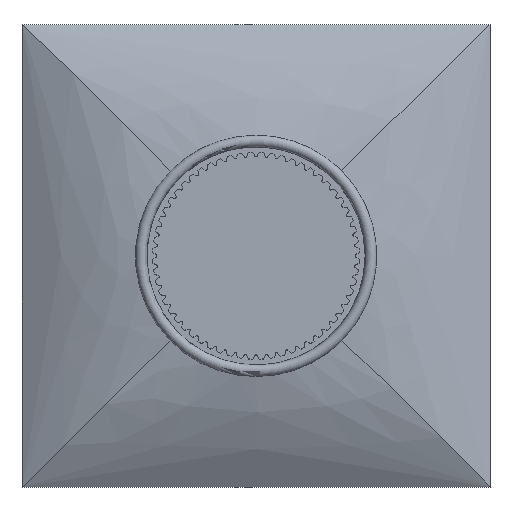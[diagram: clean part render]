
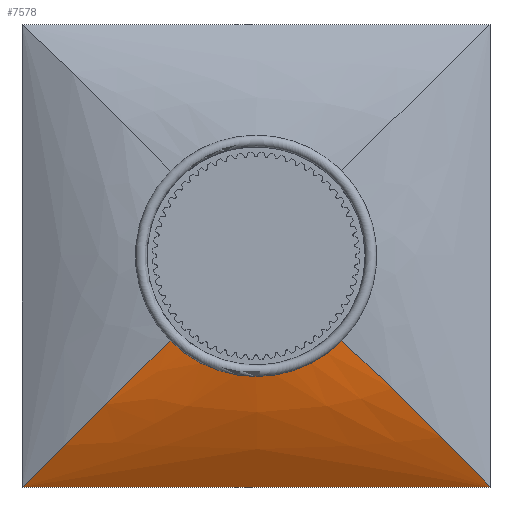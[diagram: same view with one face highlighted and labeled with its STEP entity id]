
A CAD part, top view. The second image highlights one B-rep face of the part: STEP entity #7578.
In plain terms, the highlighted free-form (B-spline) face has degree [3, 3] with [9, 4] control points.
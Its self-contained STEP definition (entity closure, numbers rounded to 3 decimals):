
#487 = CARTESIAN_POINT ( 'NONE',  ( 24.639, -32.35, 9.608 ) ) ;
#529 = CARTESIAN_POINT ( 'NONE',  ( -16.979, -40.25, 5. ) ) ;
#1031 = EDGE_CURVE ( 'NONE', #5181, #2801, #10931, .T. ) ;
#1428 = CARTESIAN_POINT ( 'NONE',  ( 6.925, -20.167, 14. ) ) ;
#1461 = CARTESIAN_POINT ( 'NONE',  ( -17.824, -24.851, 12.635 ) ) ;
#1563 = CARTESIAN_POINT ( 'NONE',  ( -14.941, -14.757, 14. ) ) ;
#1814 = CIRCLE ( 'NONE', #11012, 21. ) ;
#1874 = FACE_OUTER_BOUND ( 'NONE', #7840, .T. ) ;
#1902 = ORIENTED_EDGE ( 'NONE', *, *, #12207, .F. ) ;
#2036 = EDGE_CURVE ( 'NONE', #4700, #10112, #1814, .T. ) ;
#2316 = CARTESIAN_POINT ( 'NONE',  ( 23.79, -23.009, 12.635 ) ) ;
#2341 = CARTESIAN_POINT ( 'NONE',  ( 23.79, -23.009, 12.635 ) ) ;
#2378 = CARTESIAN_POINT ( 'NONE',  ( 13.951, -33.233, 9.608 ) ) ;
#2422 = CARTESIAN_POINT ( 'NONE',  ( -30.562, -40.25, 5. ) ) ;
#2554 = CARTESIAN_POINT ( 'NONE',  ( -40.75, -40.25, 5. ) ) ;
#2610 = CARTESIAN_POINT ( 'NONE',  ( -40.75, -40.25, 5. ) ) ;
#2801 = VERTEX_POINT ( 'NONE', #5554 ) ;
#3283 = ORIENTED_EDGE ( 'NONE', *, *, #10739, .T. ) ;
#3297 = CARTESIAN_POINT ( 'NONE',  ( 40.75, -40.25, 5. ) ) ;
#3344 = CARTESIAN_POINT ( 'NONE',  ( 0., -21.557, 14. ) ) ;
#3379 = CARTESIAN_POINT ( 'NONE',  ( 0., 0., 14. ) ) ;
#3391 = CARTESIAN_POINT ( 'NONE',  ( -21.517, -23.666, 12.635 ) ) ;
#3553 = CARTESIAN_POINT ( 'NONE',  ( -40.75, -40.25, 5. ) ) ;
#3640 = VECTOR ( 'NONE', #8293, 1000. ) ;
#4225 = CARTESIAN_POINT ( 'NONE',  ( 32.47, -31.429, 9.608 ) ) ;
#4252 = CARTESIAN_POINT ( 'NONE',  ( 22.009, -23.666, 12.635 ) ) ;
#4284 = CARTESIAN_POINT ( 'NONE',  ( 0.323, -33.696, 9.608 ) ) ;
#4316 = DIRECTION ( 'NONE',  ( -1., 0., 0. ) ) ;
#4330 = CARTESIAN_POINT ( 'NONE',  ( -37.354, -40.25, 5. ) ) ;
#4700 = VERTEX_POINT ( 'NONE', #6554 ) ;
#4794 = B_SPLINE_CURVE_WITH_KNOTS ( 'NONE', 3,
 ( #6347, #12033, #8257, #2554 ),
 .UNSPECIFIED., .F., .F.,
 ( 4, 4 ),
 ( 0., 1. ),
 .UNSPECIFIED. ) ;
#5181 = VERTEX_POINT ( 'NONE', #2610 ) ;
#5187 = CARTESIAN_POINT ( 'NONE',  ( 37.354, -40.25, 5. ) ) ;
#5237 = CARTESIAN_POINT ( 'NONE',  ( -6.925, -20.167, 14. ) ) ;
#5286 = CARTESIAN_POINT ( 'NONE',  ( -23.298, -23.009, 12.635 ) ) ;
#5538 = ORIENTED_EDGE ( 'NONE', *, *, #2036, .T. ) ;
#5554 = CARTESIAN_POINT ( 'NONE',  ( 40.75, -40.25, 5. ) ) ;
#6184 = CARTESIAN_POINT ( 'NONE',  ( 18.316, -24.851, 12.635 ) ) ;
#6222 = CARTESIAN_POINT ( 'NONE',  ( -13.305, -33.233, 9.608 ) ) ;
#6254 = CARTESIAN_POINT ( 'NONE',  ( -40.75, -40.25, 5. ) ) ;
#6347 = CARTESIAN_POINT ( 'NONE',  ( -14.941, -14.757, 14. ) ) ;
#6554 = CARTESIAN_POINT ( 'NONE',  ( 14.941, -14.757, 14. ) ) ;
#7105 = CARTESIAN_POINT ( 'NONE',  ( 30.563, -40.25, 5. ) ) ;
#7155 = CARTESIAN_POINT ( 'NONE',  ( -11.824, -17.52, 14. ) ) ;
#7391 = B_SPLINE_CURVE_WITH_KNOTS ( 'NONE', 3,
 ( #8943, #2316, #4225, #10886 ),
 .UNSPECIFIED., .F., .F.,
 ( 4, 4 ),
 ( 0., 1. ),
 .UNSPECIFIED. ) ;
#7578 = ADVANCED_FACE ( 'NONE', ( #1874 ), #7608, .T. ) ;
#7608 = B_SPLINE_SURFACE_WITH_KNOTS ( 'NONE', 3, 3, ( 
 ( #8026, #2341, #8969, #3297 ),
 ( #9944, #4252, #10916, #5187 ),
 ( #11857, #6184, #487, #7105 ),
 ( #1428, #8076, #2378, #9007 ),
 ( #3344, #9995, #4284, #10961 ),
 ( #5237, #11897, #6222, #529 ),
 ( #7155, #1461, #8120, #2422 ),
 ( #9053, #3391, #10039, #4330 ),
 ( #10998, #5286, #11943, #6254 ) ),
 .UNSPECIFIED., .F., .F., .F.,
 ( 4, 1, 1, 1, 1, 1, 4 ),
 ( 4, 4 ),
 ( 0., 0.125, 0.25, 0.5, 0.75, 0.875, 1. ),
 ( 0., 1. ),
 .UNSPECIFIED. ) ;
#7718 = ORIENTED_EDGE ( 'NONE', *, *, #1031, .T. ) ;
#7840 = EDGE_LOOP ( 'NONE', ( #5538, #3283, #7718, #1902 ) ) ;
#8026 = CARTESIAN_POINT ( 'NONE',  ( 14.941, -14.757, 14. ) ) ;
#8076 = CARTESIAN_POINT ( 'NONE',  ( 10.522, -26.615, 12.635 ) ) ;
#8120 = CARTESIAN_POINT ( 'NONE',  ( -23.993, -32.35, 9.608 ) ) ;
#8257 = CARTESIAN_POINT ( 'NONE',  ( -31.824, -31.429, 9.608 ) ) ;
#8293 = DIRECTION ( 'NONE',  ( 1., 0., 0. ) ) ;
#8943 = CARTESIAN_POINT ( 'NONE',  ( 14.941, -14.757, 14. ) ) ;
#8969 = CARTESIAN_POINT ( 'NONE',  ( 32.47, -31.429, 9.608 ) ) ;
#9007 = CARTESIAN_POINT ( 'NONE',  ( 16.979, -40.25, 5. ) ) ;
#9053 = CARTESIAN_POINT ( 'NONE',  ( -13.967, -15.743, 14. ) ) ;
#9944 = CARTESIAN_POINT ( 'NONE',  ( 13.967, -15.743, 14. ) ) ;
#9995 = CARTESIAN_POINT ( 'NONE',  ( 0.246, -27.542, 12.635 ) ) ;
#10027 = DIRECTION ( 'NONE',  ( 0., 0., -1. ) ) ;
#10039 = CARTESIAN_POINT ( 'NONE',  ( -29.235, -31.758, 9.608 ) ) ;
#10112 = VERTEX_POINT ( 'NONE', #1563 ) ;
#10739 = EDGE_CURVE ( 'NONE', #10112, #5181, #4794, .T. ) ;
#10886 = CARTESIAN_POINT ( 'NONE',  ( 40.75, -40.25, 5. ) ) ;
#10916 = CARTESIAN_POINT ( 'NONE',  ( 29.882, -31.758, 9.608 ) ) ;
#10931 = LINE ( 'NONE', #3553, #3640 ) ;
#10961 = CARTESIAN_POINT ( 'NONE',  ( 0., -40.25, 5. ) ) ;
#10998 = CARTESIAN_POINT ( 'NONE',  ( -14.941, -14.757, 14. ) ) ;
#11012 = AXIS2_PLACEMENT_3D ( 'NONE', #3379, #10027, #4316 ) ;
#11857 = CARTESIAN_POINT ( 'NONE',  ( 11.824, -17.52, 14. ) ) ;
#11897 = CARTESIAN_POINT ( 'NONE',  ( -10.031, -26.615, 12.635 ) ) ;
#11943 = CARTESIAN_POINT ( 'NONE',  ( -31.824, -31.429, 9.608 ) ) ;
#12033 = CARTESIAN_POINT ( 'NONE',  ( -23.298, -23.009, 12.635 ) ) ;
#12207 = EDGE_CURVE ( 'NONE', #4700, #2801, #7391, .T. ) ;
